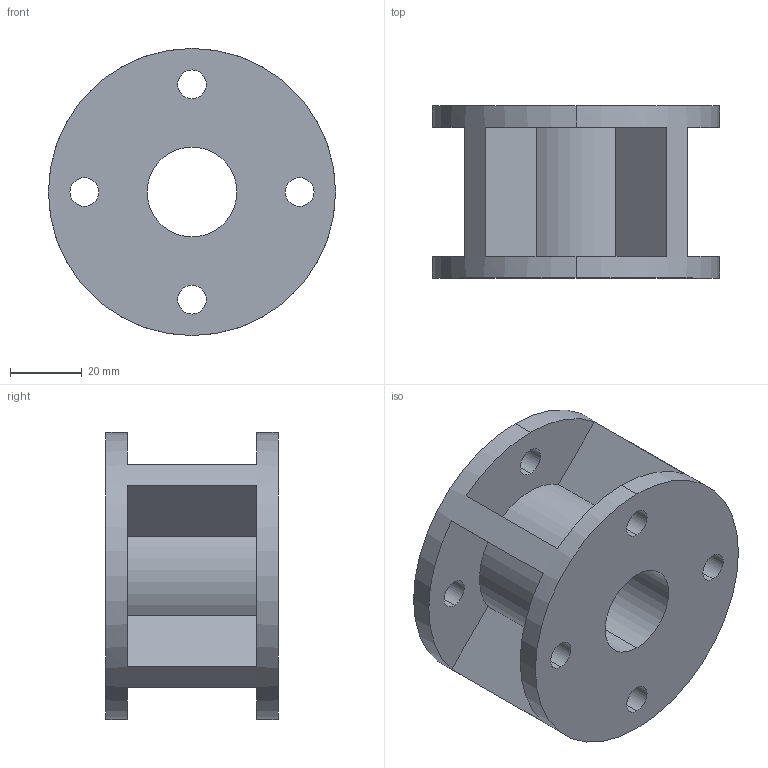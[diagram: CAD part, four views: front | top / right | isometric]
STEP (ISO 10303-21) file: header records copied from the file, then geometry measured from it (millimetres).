
FILE_DESCRIPTION (( 'STEP AP203' ), '1' );
FILE_NAME ('Bottom Tube_Default_sldprt.STEP', '2025-10-23T01:45:57', ( '' ), ( '' ), 'SwSTEP 2.0', 'SolidWorks 2024', '' );
FILE_SCHEMA (( 'CONFIG_CONTROL_DESIGN' ));
Length unit declared in the file: millimetre
Products named in the file (1): Bottom Tube_Default_sldprt
Bounding box: 80 x 48 x 80 mm (x, y, z)
Volume: 98205.3 mm3; surface area: 33159.6 mm2
Topology: 1 solids, 1 shells, 49 faces, 129 edges, 86 vertices
Faces by surface type: cylinder 29, plane 20
Entity records: 1666 total; most frequent: DIRECTION 299, CARTESIAN_POINT 265, ORIENTED_EDGE 258, EDGE_CURVE 129, AXIS2_PLACEMENT_3D 120, VERTEX_POINT 86, EDGE_LOOP 71, CIRCLE 70
